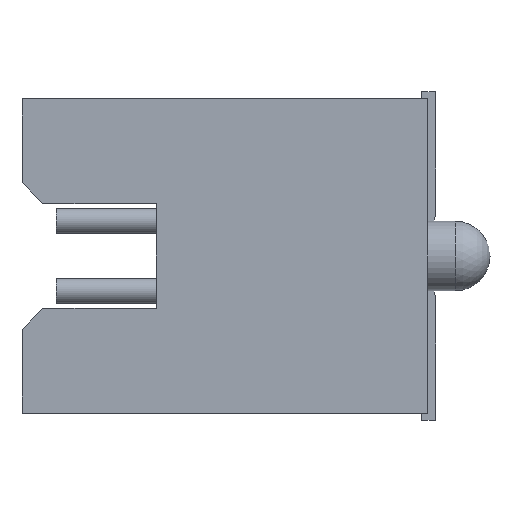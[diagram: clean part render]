
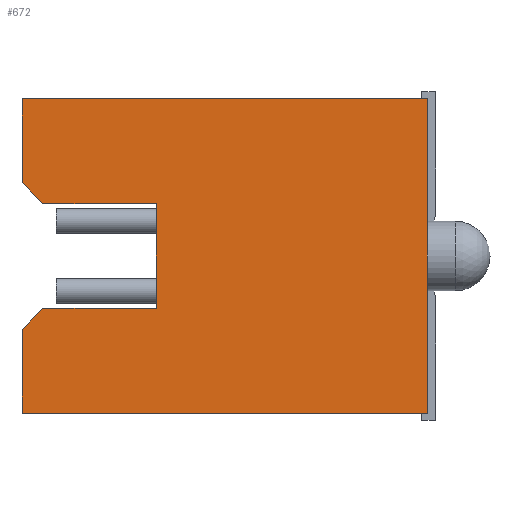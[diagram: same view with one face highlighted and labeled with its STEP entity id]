
A CAD part, left-side view. The second image highlights one B-rep face of the part: STEP entity #672.
In plain terms, the highlighted planar face has unit normal (-1, 0, 0).
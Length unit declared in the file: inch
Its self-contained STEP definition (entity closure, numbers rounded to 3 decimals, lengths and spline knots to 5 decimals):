
#672 = ADVANCED_FACE( '', ( #1436 ), #1437, .F. );
#1436 = FACE_OUTER_BOUND( '', #2268, .T. );
#1437 = PLANE( '', #2269 );
#2268 = EDGE_LOOP( '', ( #4160, #4161, #4162, #4163, #4164, #4165, #4166, #4167, #4168, #4169, #4170 ) );
#2269 = AXIS2_PLACEMENT_3D( '', #4171, #4172, #4173 );
#4160 = ORIENTED_EDGE( '', *, *, #5394, .T. );
#4161 = ORIENTED_EDGE( '', *, *, #5179, .T. );
#4162 = ORIENTED_EDGE( '', *, *, #5246, .F. );
#4163 = ORIENTED_EDGE( '', *, *, #5508, .F. );
#4164 = ORIENTED_EDGE( '', *, *, #5535, .T. );
#4165 = ORIENTED_EDGE( '', *, *, #5643, .F. );
#4166 = ORIENTED_EDGE( '', *, *, #5681, .T. );
#4167 = ORIENTED_EDGE( '', *, *, #5319, .T. );
#4168 = ORIENTED_EDGE( '', *, *, #5682, .T. );
#4169 = ORIENTED_EDGE( '', *, *, #5683, .F. );
#4170 = ORIENTED_EDGE( '', *, *, #5346, .F. );
#4171 = CARTESIAN_POINT( '', ( -0.3125, 0.29, -0.1125 ) );
#4172 = DIRECTION( '', ( 1., 0., 0. ) );
#4173 = DIRECTION( '', ( 0., 0., -1. ) );
#5179 = EDGE_CURVE( '', #6317, #6318, #6319, .T. );
#5246 = EDGE_CURVE( '', #6430, #6318, #6432, .T. );
#5319 = EDGE_CURVE( '', #6549, #5872, #6550, .T. );
#5346 = EDGE_CURVE( '', #6588, #6590, #6591, .T. );
#5394 = EDGE_CURVE( '', #6588, #6317, #6664, .T. );
#5508 = EDGE_CURVE( '', #6815, #6430, #6817, .T. );
#5535 = EDGE_CURVE( '', #6815, #6851, #6853, .T. );
#5643 = EDGE_CURVE( '', #6994, #6851, #6996, .T. );
#5681 = EDGE_CURVE( '', #6994, #6549, #7048, .T. );
#5682 = EDGE_CURVE( '', #5872, #7049, #7050, .T. );
#5683 = EDGE_CURVE( '', #6590, #7049, #7051, .T. );
#5872 = VERTEX_POINT( '', #7269 );
#6317 = VERTEX_POINT( '', #7884 );
#6318 = VERTEX_POINT( '', #7885 );
#6319 = LINE( '', #7886, #7887 );
#6430 = VERTEX_POINT( '', #8049 );
#6432 = LINE( '', #8052, #8053 );
#6549 = VERTEX_POINT( '', #8227 );
#6550 = LINE( '', #8228, #8229 );
#6588 = VERTEX_POINT( '', #8286 );
#6590 = VERTEX_POINT( '', #8289 );
#6591 = LINE( '', #8290, #8291 );
#6664 = LINE( '', #8390, #8391 );
#6815 = VERTEX_POINT( '', #8600 );
#6817 = LINE( '', #8603, #8604 );
#6851 = VERTEX_POINT( '', #8650 );
#6853 = LINE( '', #8653, #8654 );
#6994 = VERTEX_POINT( '', #8848 );
#6996 = LINE( '', #8851, #8852 );
#7048 = LINE( '', #8921, #8922 );
#7049 = VERTEX_POINT( '', #8923 );
#7050 = LINE( '', #8924, #8925 );
#7051 = LINE( '', #8926, #8927 );
#7269 = CARTESIAN_POINT( '', ( -0.3125, 0., 0. ) );
#7884 = CARTESIAN_POINT( '', ( -0.3125, 0.275, 0.0375 ) );
#7885 = CARTESIAN_POINT( '', ( -0.3125, 0.194, 0.0375 ) );
#7886 = CARTESIAN_POINT( '', ( -0.3125, 0.386, 0.0375 ) );
#7887 = VECTOR( '', #9443, 39.37008 );
#8049 = CARTESIAN_POINT( '', ( -0.3125, 0.194, -0.0375 ) );
#8052 = CARTESIAN_POINT( '', ( -0.3125, 0.194, -0.0375 ) );
#8053 = VECTOR( '', #9514, 39.37008 );
#8227 = CARTESIAN_POINT( '', ( -0.3125, 0., -0.1125 ) );
#8228 = CARTESIAN_POINT( '', ( -0.3125, 0., -0.1125 ) );
#8229 = VECTOR( '', #9587, 39.37008 );
#8286 = CARTESIAN_POINT( '', ( -0.3125, 0.29, 0.0525 ) );
#8289 = CARTESIAN_POINT( '', ( -0.3125, 0.29, 0.1125 ) );
#8290 = CARTESIAN_POINT( '', ( -0.3125, 0.29, -0.1125 ) );
#8291 = VECTOR( '', #9614, 39.37008 );
#8390 = CARTESIAN_POINT( '', ( -0.3125, 0.29, 0.0525 ) );
#8391 = VECTOR( '', #9665, 39.37008 );
#8600 = CARTESIAN_POINT( '', ( -0.3125, 0.275, -0.0375 ) );
#8603 = CARTESIAN_POINT( '', ( -0.3125, 0.386, -0.0375 ) );
#8604 = VECTOR( '', #9779, 39.37008 );
#8650 = CARTESIAN_POINT( '', ( -0.3125, 0.29, -0.0525 ) );
#8653 = CARTESIAN_POINT( '', ( -0.3125, 0.275, -0.0375 ) );
#8654 = VECTOR( '', #9802, 39.37008 );
#8848 = CARTESIAN_POINT( '', ( -0.3125, 0.29, -0.1125 ) );
#8851 = CARTESIAN_POINT( '', ( -0.3125, 0.29, -0.1125 ) );
#8852 = VECTOR( '', #9917, 39.37008 );
#8921 = CARTESIAN_POINT( '', ( -0.3125, 0.29, -0.1125 ) );
#8922 = VECTOR( '', #9962, 39.37008 );
#8923 = CARTESIAN_POINT( '', ( -0.3125, 0., 0.1125 ) );
#8924 = CARTESIAN_POINT( '', ( -0.3125, 0., -0.1125 ) );
#8925 = VECTOR( '', #9963, 39.37008 );
#8926 = CARTESIAN_POINT( '', ( -0.3125, 0.29, 0.1125 ) );
#8927 = VECTOR( '', #9964, 39.37008 );
#9443 = DIRECTION( '', ( 0., -1., 0. ) );
#9514 = DIRECTION( '', ( 0., 0., 1. ) );
#9587 = DIRECTION( '', ( 0., 0., 1. ) );
#9614 = DIRECTION( '', ( 0., 0., 1. ) );
#9665 = DIRECTION( '', ( 0., -0.707, -0.707 ) );
#9779 = DIRECTION( '', ( 0., -1., 0. ) );
#9802 = DIRECTION( '', ( 0., 0.707, -0.707 ) );
#9917 = DIRECTION( '', ( 0., 0., 1. ) );
#9962 = DIRECTION( '', ( 0., -1., 0. ) );
#9963 = DIRECTION( '', ( 0., 0., 1. ) );
#9964 = DIRECTION( '', ( 0., -1., 0. ) );
